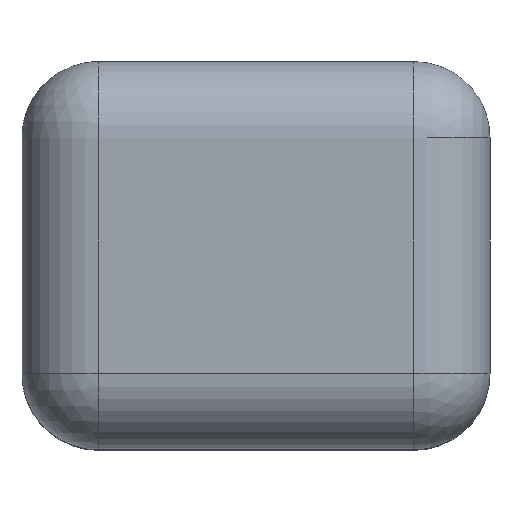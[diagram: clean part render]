
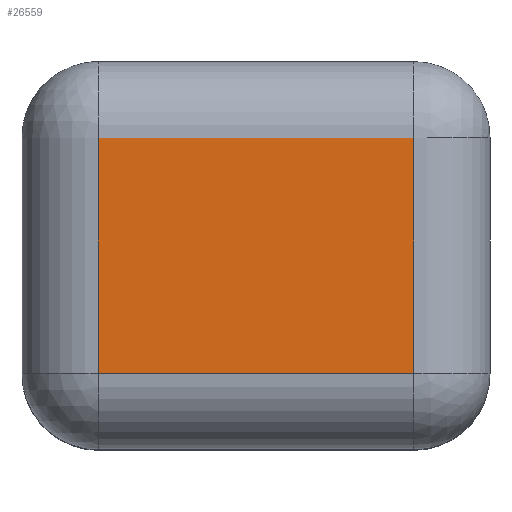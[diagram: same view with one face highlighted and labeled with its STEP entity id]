
A CAD part, front view. The second image highlights one B-rep face of the part: STEP entity #26559.
In plain terms, the highlighted planar face has unit normal (0, -1, 0).
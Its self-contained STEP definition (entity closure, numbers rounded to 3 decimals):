
#126 = VERTEX_POINT ( 'NONE', #68009 ) ;
#5089 = DIRECTION ( 'NONE',  ( 1., 0., 0. ) ) ;
#7052 = EDGE_LOOP ( 'NONE', ( #37875, #20734, #44518, #33850 ) ) ;
#7817 = CARTESIAN_POINT ( 'NONE',  ( 0., -174.254, 0. ) ) ;
#10108 = EDGE_CURVE ( 'NONE', #58028, #126, #29367, .T. ) ;
#12871 = CARTESIAN_POINT ( 'NONE',  ( 165.847, -174.254, -124.096 ) ) ;
#13111 = EDGE_CURVE ( 'NONE', #126, #36638, #65026, .T. ) ;
#14149 = VERTEX_POINT ( 'NONE', #61459 ) ;
#15911 = CARTESIAN_POINT ( 'NONE',  ( 0., -174.254, -124.096 ) ) ;
#20384 = LINE ( 'NONE', #36992, #21185 ) ;
#20434 = EDGE_CURVE ( 'NONE', #14149, #58028, #70181, .T. ) ;
#20734 = ORIENTED_EDGE ( 'NONE', *, *, #41212, .T. ) ;
#21185 = VECTOR ( 'NONE', #58663, 1000. ) ;
#26559 = ADVANCED_FACE ( 'NONE', ( #64107 ), #30873, .T. ) ;
#27798 = DIRECTION ( 'NONE',  ( -1., 0., 0. ) ) ;
#29025 = CARTESIAN_POINT ( 'NONE',  ( -165.846, -174.254, 0. ) ) ;
#29367 = LINE ( 'NONE', #29025, #68049 ) ;
#30235 = CARTESIAN_POINT ( 'NONE',  ( -165.846, -174.254, 123.404 ) ) ;
#30873 = PLANE ( 'NONE',  #62106 ) ;
#33850 = ORIENTED_EDGE ( 'NONE', *, *, #10108, .T. ) ;
#36638 = VERTEX_POINT ( 'NONE', #12871 ) ;
#36992 = CARTESIAN_POINT ( 'NONE',  ( 165.847, -174.254, 0. ) ) ;
#37875 = ORIENTED_EDGE ( 'NONE', *, *, #13111, .T. ) ;
#41212 = EDGE_CURVE ( 'NONE', #36638, #14149, #20384, .T. ) ;
#44067 = CARTESIAN_POINT ( 'NONE',  ( 0., -174.254, 123.404 ) ) ;
#44518 = ORIENTED_EDGE ( 'NONE', *, *, #20434, .T. ) ;
#45635 = DIRECTION ( 'NONE',  ( 0., 0., -1. ) ) ;
#58028 = VERTEX_POINT ( 'NONE', #30235 ) ;
#58339 = DIRECTION ( 'NONE',  ( 0., 0., -1. ) ) ;
#58663 = DIRECTION ( 'NONE',  ( 0., 0., 1. ) ) ;
#60838 = VECTOR ( 'NONE', #27798, 1000. ) ;
#61023 = VECTOR ( 'NONE', #5089, 1000. ) ;
#61459 = CARTESIAN_POINT ( 'NONE',  ( 165.847, -174.254, 123.404 ) ) ;
#62106 = AXIS2_PLACEMENT_3D ( 'NONE', #7817, #68807, #58339 ) ;
#64107 = FACE_OUTER_BOUND ( 'NONE', #7052, .T. ) ;
#65026 = LINE ( 'NONE', #15911, #61023 ) ;
#68009 = CARTESIAN_POINT ( 'NONE',  ( -165.846, -174.254, -124.096 ) ) ;
#68049 = VECTOR ( 'NONE', #45635, 1000. ) ;
#68807 = DIRECTION ( 'NONE',  ( 0., -1., 0. ) ) ;
#70181 = LINE ( 'NONE', #44067, #60838 ) ;
